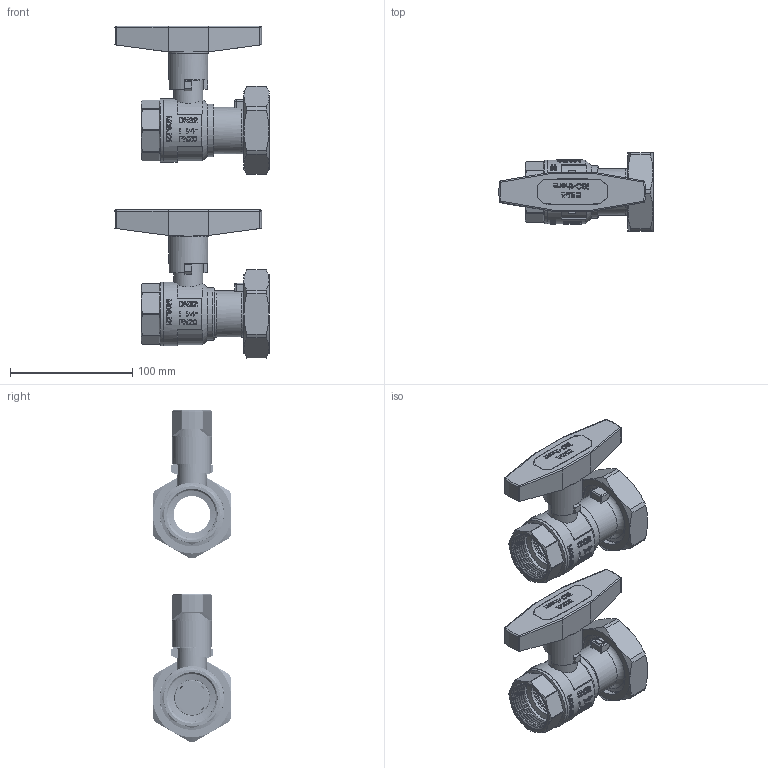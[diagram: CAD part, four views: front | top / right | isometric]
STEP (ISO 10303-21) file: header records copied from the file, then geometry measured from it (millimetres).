
FILE_DESCRIPTION(/* description */ ('Unknown'),/* implementation_level */ '2;1');
FILE_NAME(/* name */ '10831088',/* time_stamp */ '2024-06-26T11:33:57+02:00',/* author */ ('Unknown'),/* organization */ ('Unknown'),/* preprocessor_version */ 'ST-DEVELOPER v19.4',/* originating_system */ 'Solid Edge',/* authorisation */ 'Unknown');
FILE_SCHEMA (('AUTOMOTIVE_DESIGN {1 0 10303 214 3 1 1}'));
Products named in the file (34): 10831088; 1083_oa_0; VJ0101431607V; VT05105007Q; VT07405107Q; VJ0102431607V; VT0801431007_ASM; VT0801435007; VT0801435007-1; VT120017-M12X19-5-1Q; VT0801431006-1; 1088_oa_1; VJ0101431707V; VT42001107; VT52000307; VT40000707; VT19000807; VT24000207; VT24000306; GB-896-86-3-4; VT09019902; VT09019602; VT09000502; VT09001402; 97000077-2; 68000680-79
Assembly tree (35 placements, depth 4):
  10831088
    1083_oa_0
      VJ0101431607V
      VT05105007Q
      VT07405107Q
      VJ0102431607V
      VT0801431007_ASM
        VT0801435007
        VT0801435007-1
      VT120017-M12X19-5-1Q
      VT0801431006-1
    1088_oa_1
      VJ0101431707V
      VT05105007Q
      VT07405107Q
      VJ0102431607V
      VT0801431007_ASM
        VT0801435007
        VT0801435007-1
      VT120017-M12X19-5-1Q
      VT0801431006-1
      VT42001107
      VT52000307
      VT40000707
      VT19000807
      VT24000207
      VT24000306
      GB-896-86-3-4
      VT09019902
      VT09019602
      VT09000502
      VT09001402
    97000077-2  x2
    68000680-79  x2
Bounding box: 125.91 x 64 x 271.3 mm (x, y, z)
Volume: 256470.7 mm3; surface area: 182484.8 mm2
Topology: 31 solids, 35 shells, 3497 faces, 9738 edges, 6472 vertices
Faces by surface type: plane 2638, cylinder 480, bspline 208, cone 132, torus 27, sphere 12
Full cylindrical faces by diameter (mm): 3.1 x1, 3.4 x4, 4 x2, 4.1 x1, 5 x2, 5.2 x1, 5.4 x8, 5.5 x1, 7 x2, 8 x3, 9 x2, 10.5 x16, 10.8 x2, 14 x6, 14.1 x2, 15 x2, 16 x6, 18 x2, 18.5 x10, 21 x2, 24 x2, 26 x3, 26.5 x1, 28 x1, 30 x4, 32 x2, 33.5 x2, 34 x2, 34.8 x1, 35 x2
Entity records: 134123 total; most frequent: CARTESIAN_POINT 46010, ORIENTED_EDGE 18594, DIRECTION 17971, EDGE_CURVE 9301, AXIS2_PLACEMENT_3D 6572, VERTEX_POINT 6303, LINE 4827, VECTOR 4827
